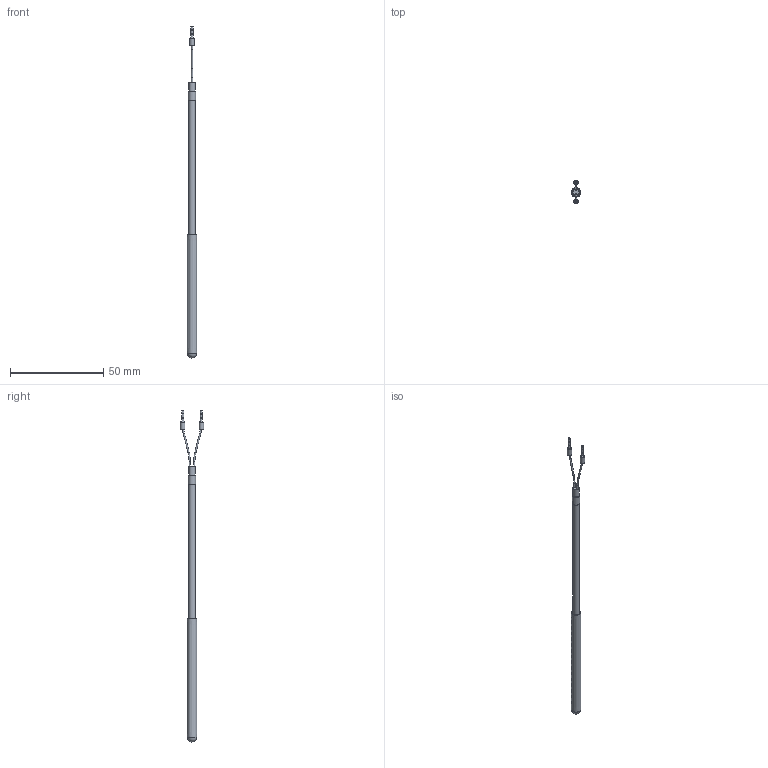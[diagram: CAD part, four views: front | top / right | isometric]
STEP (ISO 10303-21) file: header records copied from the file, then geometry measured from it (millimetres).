
FILE_DESCRIPTION(('STEP AP203'), '1');
FILE_NAME('ﾄﾒﾑ3224', '', ('UNSPECIFIED'), ('UNSPECIFIED'), 'ASCON STEP Converter 1.6', 'ASCON Math Kernel', '');
FILE_SCHEMA(('CONFIG_CONTROL_DESIGN'));
Length unit declared in the file: millimetre
Products named in the file (6): ДТС3014; -01
Assembly tree (6 placements, depth 3):
  ДТС3014
    -01
      (unnamed)
    (unnamed)  x2
    (unnamed)
    (unnamed)
Bounding box: 5 x 12.5 x 177.74 mm (x, y, z)
Volume: 1680.9 mm3; surface area: 3583.3 mm2
Topology: 5 solids, 5 shells, 59 faces, 101 edges, 57 vertices
Faces by surface type: cylinder 23, plane 15, torus 13, cone 8
Full cylindrical faces by diameter (mm): 0.6 x2, 0.7 x6, 1.2 x6, 1.85 x2, 2.344 x1, 2.5 x2, 3.3 x1, 3.5 x1, 3.9 x1, 4 x1
Entity records: 1213 total; most frequent: DIRECTION 188, CARTESIAN_POINT 135, AXIS2_PLACEMENT_3D 94, EDGE_LOOP 82, ORIENTED_EDGE 82, FACE_OUTER_BOUND 64, ADVANCED_FACE 45, EDGE_CURVE 41
